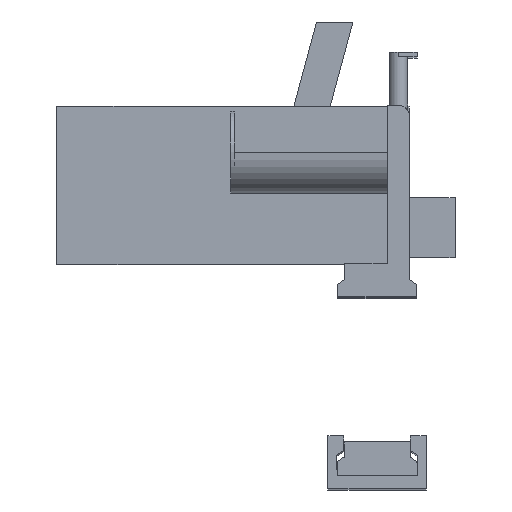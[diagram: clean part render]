
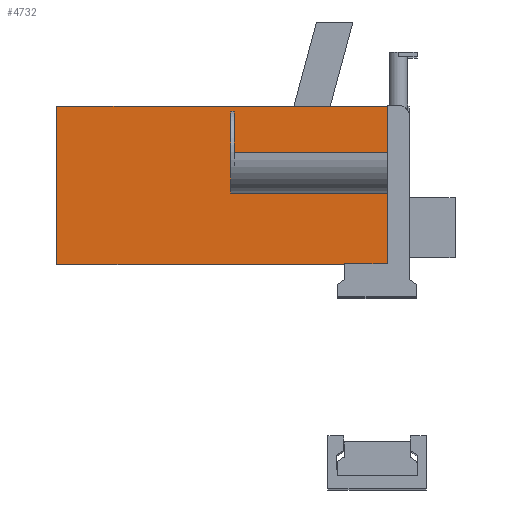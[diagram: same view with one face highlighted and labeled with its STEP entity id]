
A CAD part, top view. The second image highlights one B-rep face of the part: STEP entity #4732.
In plain terms, the highlighted planar face has unit normal (0, 0, 1).
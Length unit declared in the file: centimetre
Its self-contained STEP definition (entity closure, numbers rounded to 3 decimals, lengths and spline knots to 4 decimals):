
#328=LINE('',#7133,#899);
#369=LINE('',#7225,#940);
#374=LINE('',#7239,#945);
#375=LINE('',#7240,#946);
#899=VECTOR('',#5785,1.);
#940=VECTOR('',#5876,1.);
#945=VECTOR('',#5897,1.);
#946=VECTOR('',#5898,1.);
#1334=PLANE('',#5066);
#1649=FACE_OUTER_BOUND('',#1958,.T.);
#1958=EDGE_LOOP('',(#3966,#3967,#3968,#3969,#3970));
#2153=CIRCLE('',#5041,0.3125);
#2401=VERTEX_POINT('',#7130);
#2402=VERTEX_POINT('',#7132);
#2415=VERTEX_POINT('',#7171);
#2416=VERTEX_POINT('',#7173);
#2428=VERTEX_POINT('',#7224);
#2927=EDGE_CURVE('',#2401,#2402,#328,.T.);
#2948=EDGE_CURVE('',#2415,#2416,#2153,.T.);
#2975=EDGE_CURVE('',#2428,#2416,#369,.T.);
#2980=EDGE_CURVE('',#2402,#2415,#374,.T.);
#2981=EDGE_CURVE('',#2401,#2428,#375,.T.);
#3966=ORIENTED_EDGE('',*,*,#2948,.F.);
#3967=ORIENTED_EDGE('',*,*,#2980,.F.);
#3968=ORIENTED_EDGE('',*,*,#2927,.F.);
#3969=ORIENTED_EDGE('',*,*,#2981,.T.);
#3970=ORIENTED_EDGE('',*,*,#2975,.T.);
#4732=ADVANCED_FACE('',(#1649),#1334,.T.);
#5041=AXIS2_PLACEMENT_3D('',#7174,#5819,#5820);
#5066=AXIS2_PLACEMENT_3D('',#7238,#5895,#5896);
#5785=DIRECTION('',(0.,1.,0.));
#5819=DIRECTION('center_axis',(0.,0.,-1.));
#5820=DIRECTION('ref_axis',(0.707,0.707,0.));
#5876=DIRECTION('',(0.,1.,0.));
#5895=DIRECTION('center_axis',(0.,0.,1.));
#5896=DIRECTION('ref_axis',(1.,0.,0.));
#5897=DIRECTION('',(1.,0.,0.));
#5898=DIRECTION('',(1.,0.,0.));
#7130=CARTESIAN_POINT('',(-7.715,1.53,16.175));
#7132=CARTESIAN_POINT('',(-7.715,6.03,16.175));
#7133=CARTESIAN_POINT('',(-7.715,1.53,16.175));
#7171=CARTESIAN_POINT('',(2.0075,6.03,16.175));
#7173=CARTESIAN_POINT('',(2.32,5.7175,16.175));
#7174=CARTESIAN_POINT('Origin',(2.0075,5.7175,16.175));
#7224=CARTESIAN_POINT('',(2.32,1.53,16.175));
#7225=CARTESIAN_POINT('',(2.32,1.53,16.175));
#7238=CARTESIAN_POINT('Origin',(1.685,1.53,16.175));
#7239=CARTESIAN_POINT('',(1.685,6.03,16.175));
#7240=CARTESIAN_POINT('',(1.685,1.53,16.175));
